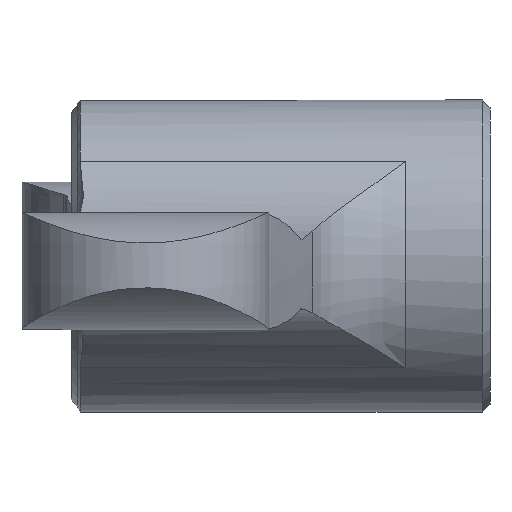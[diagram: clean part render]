
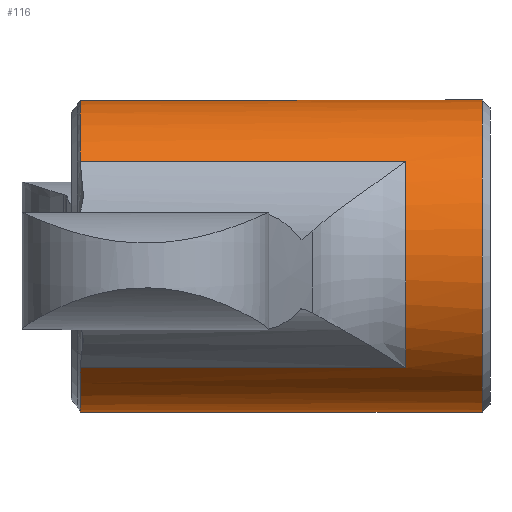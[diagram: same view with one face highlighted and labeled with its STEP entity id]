
A CAD part, left-side view. The second image highlights one B-rep face of the part: STEP entity #116.
In plain terms, the highlighted cylindrical face has radius 6 mm (diameter 12 mm), a full revolution.
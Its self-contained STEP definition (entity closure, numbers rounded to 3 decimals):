
#116 = ADVANCED_FACE( '', ( #248, #249 ), #250, .T. );
#248 = FACE_OUTER_BOUND( '', #386, .T. );
#249 = FACE_OUTER_BOUND( '', #387, .T. );
#250 = CYLINDRICAL_SURFACE( '', #388, 6. );
#386 = EDGE_LOOP( '', ( #640 ) );
#387 = EDGE_LOOP( '', ( #641, #642, #643, #644, #645, #646, #647, #648 ) );
#388 = AXIS2_PLACEMENT_3D( '', #649, #650, #651 );
#640 = ORIENTED_EDGE( '', *, *, #833, .F. );
#641 = ORIENTED_EDGE( '', *, *, #839, .T. );
#642 = ORIENTED_EDGE( '', *, *, #840, .F. );
#643 = ORIENTED_EDGE( '', *, *, #841, .F. );
#644 = ORIENTED_EDGE( '', *, *, #803, .T. );
#645 = ORIENTED_EDGE( '', *, *, #744, .T. );
#646 = ORIENTED_EDGE( '', *, *, #806, .F. );
#647 = ORIENTED_EDGE( '', *, *, #842, .F. );
#648 = ORIENTED_EDGE( '', *, *, #815, .T. );
#649 = CARTESIAN_POINT( '', ( 0., 0., 0. ) );
#650 = DIRECTION( '', ( 0., 1., 0. ) );
#651 = DIRECTION( '', ( 0., 0., -1. ) );
#744 = EDGE_CURVE( '', #868, #865, #869, .T. );
#803 = EDGE_CURVE( '', #958, #868, #963, .T. );
#806 = EDGE_CURVE( '', #966, #865, #968, .T. );
#815 = EDGE_CURVE( '', #975, #981, #983, .T. );
#833 = EDGE_CURVE( '', #1006, #1006, #1007, .T. );
#839 = EDGE_CURVE( '', #981, #1013, #1014, .T. );
#840 = EDGE_CURVE( '', #1015, #1013, #1016, .T. );
#841 = EDGE_CURVE( '', #958, #1015, #1017, .T. );
#842 = EDGE_CURVE( '', #975, #966, #1018, .T. );
#865 = VERTEX_POINT( '', #1043 );
#868 = VERTEX_POINT( '', #1059 );
#869 = CIRCLE( '', #1060, 6. );
#958 = VERTEX_POINT( '', #1366 );
#963 = LINE( '', #1388, #1389 );
#966 = VERTEX_POINT( '', #1392 );
#968 = LINE( '', #1399, #1400 );
#975 = VERTEX_POINT( '', #1416 );
#981 = VERTEX_POINT( '', #1439 );
#983 = LINE( '', #1454, #1455 );
#1006 = VERTEX_POINT( '', #1550 );
#1007 = CIRCLE( '', #1551, 6. );
#1013 = VERTEX_POINT( '', #1560 );
#1014 = CIRCLE( '', #1561, 6. );
#1015 = VERTEX_POINT( '', #1562 );
#1016 = LINE( '', #1563, #1564 );
#1017 = CIRCLE( '', #1565, 6. );
#1018 = CIRCLE( '', #1566, 6. );
#1043 = CARTESIAN_POINT( '', ( -4.182, 3.239, -4.302 ) );
#1059 = CARTESIAN_POINT( '', ( -4.768, 3.239, 3.643 ) );
#1060 = AXIS2_PLACEMENT_3D( '', #1615, #1616, #1617 );
#1366 = CARTESIAN_POINT( '', ( -4.768, 15.748, 3.643 ) );
#1388 = CARTESIAN_POINT( '', ( -4.768, 26.5, 3.643 ) );
#1389 = VECTOR( '', #1675, 1000. );
#1392 = CARTESIAN_POINT( '', ( -4.182, 15.748, -4.302 ) );
#1399 = CARTESIAN_POINT( '', ( -4.182, 26.5, -4.302 ) );
#1400 = VECTOR( '', #1676, 1000. );
#1416 = CARTESIAN_POINT( '', ( 4.768, 15.748, -3.643 ) );
#1439 = CARTESIAN_POINT( '', ( 4.768, 3.239, -3.643 ) );
#1454 = CARTESIAN_POINT( '', ( 4.768, 26.5, -3.643 ) );
#1455 = VECTOR( '', #1678, 1000. );
#1550 = CARTESIAN_POINT( '', ( 0., 0.3, -6. ) );
#1551 = AXIS2_PLACEMENT_3D( '', #1690, #1691, #1692 );
#1560 = CARTESIAN_POINT( '', ( 4.182, 3.239, 4.302 ) );
#1561 = AXIS2_PLACEMENT_3D( '', #1696, #1697, #1698 );
#1562 = CARTESIAN_POINT( '', ( 4.182, 15.748, 4.302 ) );
#1563 = CARTESIAN_POINT( '', ( 4.182, 26.5, 4.302 ) );
#1564 = VECTOR( '', #1699, 1000. );
#1565 = AXIS2_PLACEMENT_3D( '', #1700, #1701, #1702 );
#1566 = AXIS2_PLACEMENT_3D( '', #1703, #1704, #1705 );
#1615 = CARTESIAN_POINT( '', ( 0., 3.239, 0. ) );
#1616 = DIRECTION( '', ( 0., -1., 0. ) );
#1617 = DIRECTION( '', ( 0., 0., -1. ) );
#1675 = DIRECTION( '', ( 0., -1., 0. ) );
#1676 = DIRECTION( '', ( 0., -1., 0. ) );
#1678 = DIRECTION( '', ( 0., -1., 0. ) );
#1690 = CARTESIAN_POINT( '', ( 0., 0.3, 0. ) );
#1691 = DIRECTION( '', ( 0., -1., 0. ) );
#1692 = DIRECTION( '', ( 0., 0., -1. ) );
#1696 = CARTESIAN_POINT( '', ( 0., 3.239, 0. ) );
#1697 = DIRECTION( '', ( 0., -1., 0. ) );
#1698 = DIRECTION( '', ( 0., 0., -1. ) );
#1699 = DIRECTION( '', ( 0., -1., 0. ) );
#1700 = CARTESIAN_POINT( '', ( 0., 15.748, 0. ) );
#1701 = DIRECTION( '', ( 0., 1., 0. ) );
#1702 = DIRECTION( '', ( 0., 0., 1. ) );
#1703 = CARTESIAN_POINT( '', ( 0., 15.748, 0. ) );
#1704 = DIRECTION( '', ( 0., 1., 0. ) );
#1705 = DIRECTION( '', ( 0., 0., 1. ) );
